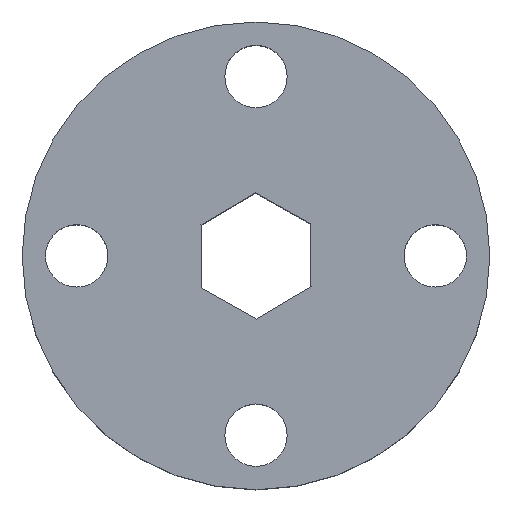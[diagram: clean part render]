
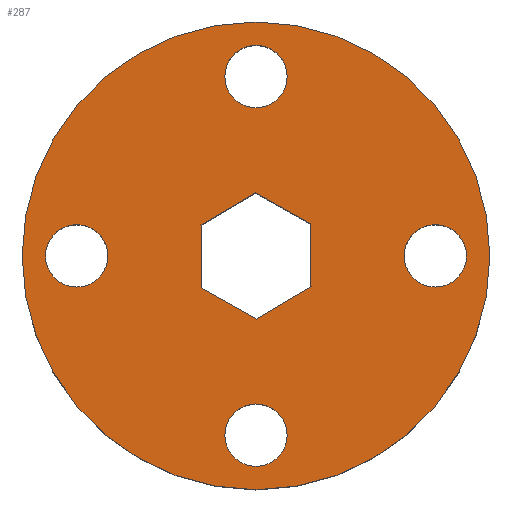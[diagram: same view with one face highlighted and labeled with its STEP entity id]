
A CAD part, top view. The second image highlights one B-rep face of the part: STEP entity #287.
In plain terms, the highlighted planar face has unit normal (0, 0, 1).
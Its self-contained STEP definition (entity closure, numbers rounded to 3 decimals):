
#16=FACE_BOUND('',#74,.T.);
#17=FACE_BOUND('',#75,.T.);
#18=FACE_BOUND('',#76,.T.);
#19=FACE_BOUND('',#77,.T.);
#20=FACE_BOUND('',#78,.T.);
#28=CIRCLE('',#314,2.);
#30=CIRCLE('',#317,2.);
#32=CIRCLE('',#320,2.);
#34=CIRCLE('',#323,2.);
#36=CIRCLE('',#326,15.);
#57=FACE_OUTER_BOUND('',#73,.T.);
#73=EDGE_LOOP('',(#248));
#74=EDGE_LOOP('',(#249,#250,#251,#252,#253,#254));
#75=EDGE_LOOP('',(#255));
#76=EDGE_LOOP('',(#256));
#77=EDGE_LOOP('',(#257));
#78=EDGE_LOOP('',(#258));
#85=LINE('',#414,#109);
#89=LINE('',#422,#113);
#92=LINE('',#428,#116);
#95=LINE('',#434,#119);
#98=LINE('',#440,#122);
#101=LINE('',#445,#125);
#109=VECTOR('',#334,10.);
#113=VECTOR('',#340,10.);
#116=VECTOR('',#345,10.);
#119=VECTOR('',#350,10.);
#122=VECTOR('',#355,10.);
#125=VECTOR('',#360,10.);
#133=VERTEX_POINT('',#412);
#134=VERTEX_POINT('',#413);
#137=VERTEX_POINT('',#421);
#139=VERTEX_POINT('',#427);
#141=VERTEX_POINT('',#433);
#143=VERTEX_POINT('',#439);
#147=VERTEX_POINT('',#455);
#149=VERTEX_POINT('',#461);
#151=VERTEX_POINT('',#467);
#153=VERTEX_POINT('',#473);
#155=VERTEX_POINT('',#479);
#157=EDGE_CURVE('',#133,#134,#85,.T.);
#161=EDGE_CURVE('',#134,#137,#89,.T.);
#164=EDGE_CURVE('',#137,#139,#92,.T.);
#167=EDGE_CURVE('',#139,#141,#95,.T.);
#170=EDGE_CURVE('',#141,#143,#98,.T.);
#173=EDGE_CURVE('',#143,#133,#101,.T.);
#178=EDGE_CURVE('',#147,#147,#28,.T.);
#181=EDGE_CURVE('',#149,#149,#30,.T.);
#184=EDGE_CURVE('',#151,#151,#32,.T.);
#187=EDGE_CURVE('',#153,#153,#34,.T.);
#190=EDGE_CURVE('',#155,#155,#36,.T.);
#248=ORIENTED_EDGE('',*,*,#190,.T.);
#249=ORIENTED_EDGE('',*,*,#157,.T.);
#250=ORIENTED_EDGE('',*,*,#161,.T.);
#251=ORIENTED_EDGE('',*,*,#164,.T.);
#252=ORIENTED_EDGE('',*,*,#167,.T.);
#253=ORIENTED_EDGE('',*,*,#170,.T.);
#254=ORIENTED_EDGE('',*,*,#173,.T.);
#255=ORIENTED_EDGE('',*,*,#178,.T.);
#256=ORIENTED_EDGE('',*,*,#181,.T.);
#257=ORIENTED_EDGE('',*,*,#184,.T.);
#258=ORIENTED_EDGE('',*,*,#187,.T.);
#272=PLANE('',#328);
#287=ADVANCED_FACE('',(#57,#16,#17,#18,#19,#20),#272,.T.);
#314=AXIS2_PLACEMENT_3D('',#456,#373,#374);
#317=AXIS2_PLACEMENT_3D('',#462,#380,#381);
#320=AXIS2_PLACEMENT_3D('',#468,#387,#388);
#323=AXIS2_PLACEMENT_3D('',#474,#394,#395);
#326=AXIS2_PLACEMENT_3D('',#480,#401,#402);
#328=AXIS2_PLACEMENT_3D('',#484,#406,#407);
#334=DIRECTION('',(-0.861,-0.509,0.));
#340=DIRECTION('',(-0.871,0.491,0.));
#345=DIRECTION('',(-0.01,1.,0.));
#350=DIRECTION('',(0.861,0.509,0.));
#355=DIRECTION('',(0.871,-0.491,0.));
#360=DIRECTION('',(0.01,-1.,0.));
#373=DIRECTION('center_axis',(0.,0.,-1.));
#374=DIRECTION('ref_axis',(-1.,0.,0.));
#380=DIRECTION('center_axis',(0.,0.,-1.));
#381=DIRECTION('ref_axis',(-1.,0.,0.));
#387=DIRECTION('center_axis',(0.,0.,-1.));
#388=DIRECTION('ref_axis',(-1.,0.,0.));
#394=DIRECTION('center_axis',(0.,0.,-1.));
#395=DIRECTION('ref_axis',(-1.,0.,0.));
#401=DIRECTION('center_axis',(0.,0.,1.));
#402=DIRECTION('ref_axis',(1.,0.,0.));
#406=DIRECTION('center_axis',(0.,0.,1.));
#407=DIRECTION('ref_axis',(1.,0.,0.));
#412=CARTESIAN_POINT('',(3.528,-1.989,10.));
#413=CARTESIAN_POINT('',(0.041,-4.05,10.));
#414=CARTESIAN_POINT('',(0.913,-3.535,10.));
#421=CARTESIAN_POINT('',(-3.487,-2.06,10.));
#422=CARTESIAN_POINT('',(-2.605,-2.558,10.));
#427=CARTESIAN_POINT('',(-3.528,1.989,10.));
#428=CARTESIAN_POINT('',(-3.517,0.977,10.));
#433=CARTESIAN_POINT('',(-0.041,4.05,10.));
#434=CARTESIAN_POINT('',(-0.913,3.535,10.));
#439=CARTESIAN_POINT('',(3.487,2.06,10.));
#440=CARTESIAN_POINT('',(2.605,2.558,10.));
#445=CARTESIAN_POINT('',(3.517,-0.977,10.));
#455=CARTESIAN_POINT('',(2.,11.5,10.));
#456=CARTESIAN_POINT('Origin',(0.,11.5,10.));
#461=CARTESIAN_POINT('',(13.5,0.,10.));
#462=CARTESIAN_POINT('Origin',(11.5,0.,10.));
#467=CARTESIAN_POINT('',(-9.5,0.,10.));
#468=CARTESIAN_POINT('Origin',(-11.5,0.,10.));
#473=CARTESIAN_POINT('',(2.,-11.5,10.));
#474=CARTESIAN_POINT('Origin',(0.,-11.5,10.));
#479=CARTESIAN_POINT('',(-15.,0.,10.));
#480=CARTESIAN_POINT('Origin',(0.,0.,10.));
#484=CARTESIAN_POINT('Origin',(0.,0.,10.));
